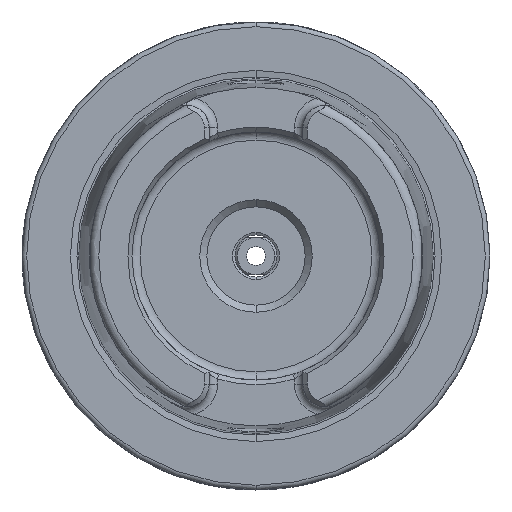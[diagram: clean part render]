
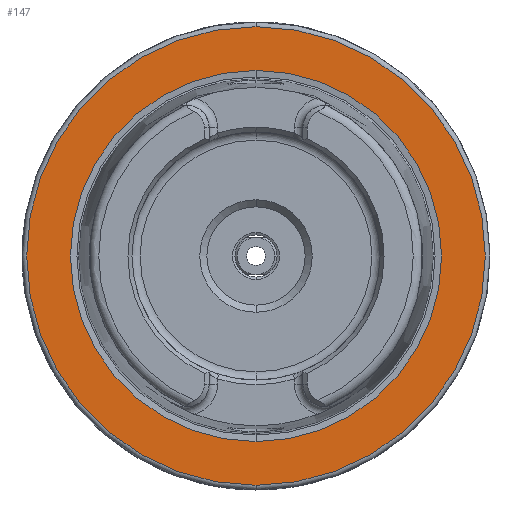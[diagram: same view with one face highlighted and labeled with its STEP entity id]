
A CAD part, left-side view. The second image highlights one B-rep face of the part: STEP entity #147.
In plain terms, the highlighted planar face has unit normal (-1, 0, 0).
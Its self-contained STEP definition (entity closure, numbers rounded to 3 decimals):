
#147 = ADVANCED_FACE ( 'NONE', ( #3930, #7349 ), #6763, .T. ) ;
#321 = AXIS2_PLACEMENT_3D ( 'NONE', #3545, #5464, #1007 ) ;
#1007 = DIRECTION ( 'NONE',  ( 0., 0., 1. ) ) ;
#1465 = VERTEX_POINT ( 'NONE', #2098 ) ;
#1721 = CARTESIAN_POINT ( 'NONE',  ( 0.05, 0., 39.647 ) ) ;
#1944 = VERTEX_POINT ( 'NONE', #5364 ) ;
#2078 = EDGE_CURVE ( 'NONE', #1465, #1944, #6183, .T. ) ;
#2098 = CARTESIAN_POINT ( 'NONE',  ( 0.05, 0., 49. ) ) ;
#2454 = CARTESIAN_POINT ( 'NONE',  ( 0.05, 0., 0. ) ) ;
#2663 = CARTESIAN_POINT ( 'NONE',  ( 0.05, 0., 0. ) ) ;
#2687 = CARTESIAN_POINT ( 'NONE',  ( 0.05, 0., -39.647 ) ) ;
#2743 = CIRCLE ( 'NONE', #7515, 49. ) ;
#2894 = DIRECTION ( 'NONE',  ( 1., 0., 0. ) ) ;
#3005 = ORIENTED_EDGE ( 'NONE', *, *, #2078, .F. ) ;
#3086 = DIRECTION ( 'NONE',  ( 0., 0., -1. ) ) ;
#3158 = CIRCLE ( 'NONE', #7087, 39.647 ) ;
#3273 = CARTESIAN_POINT ( 'NONE',  ( 0.05, 0., 0. ) ) ;
#3295 = DIRECTION ( 'NONE',  ( 0., 0., -1. ) ) ;
#3545 = CARTESIAN_POINT ( 'NONE',  ( 0.05, 39.647, 0. ) ) ;
#3558 = ORIENTED_EDGE ( 'NONE', *, *, #3936, .F. ) ;
#3894 = EDGE_CURVE ( 'NONE', #7012, #6402, #3158, .T. ) ;
#3921 = DIRECTION ( 'NONE',  ( 0., 0., -1. ) ) ;
#3930 = FACE_BOUND ( 'NONE', #4256, .T. ) ;
#3936 = EDGE_CURVE ( 'NONE', #1944, #1465, #2743, .T. ) ;
#4256 = EDGE_LOOP ( 'NONE', ( #4386, #8189 ) ) ;
#4386 = ORIENTED_EDGE ( 'NONE', *, *, #3894, .T. ) ;
#4459 = CIRCLE ( 'NONE', #6201, 39.647 ) ;
#4652 = AXIS2_PLACEMENT_3D ( 'NONE', #6749, #2894, #7394 ) ;
#5364 = CARTESIAN_POINT ( 'NONE',  ( 0.05, 0., -49. ) ) ;
#5464 = DIRECTION ( 'NONE',  ( -1., 0., 0. ) ) ;
#6183 = CIRCLE ( 'NONE', #4652, 49. ) ;
#6201 = AXIS2_PLACEMENT_3D ( 'NONE', #2454, #6935, #3086 ) ;
#6402 = VERTEX_POINT ( 'NONE', #2687 ) ;
#6518 = EDGE_LOOP ( 'NONE', ( #3558, #3005 ) ) ;
#6749 = CARTESIAN_POINT ( 'NONE',  ( 0.05, 0., 0. ) ) ;
#6763 = PLANE ( 'NONE',  #321 ) ;
#6935 = DIRECTION ( 'NONE',  ( 1., 0., 0. ) ) ;
#7012 = VERTEX_POINT ( 'NONE', #1721 ) ;
#7087 = AXIS2_PLACEMENT_3D ( 'NONE', #3273, #7778, #3921 ) ;
#7150 = DIRECTION ( 'NONE',  ( 1., 0., 0. ) ) ;
#7349 = FACE_OUTER_BOUND ( 'NONE', #6518, .T. ) ;
#7394 = DIRECTION ( 'NONE',  ( 0., 0., -1. ) ) ;
#7515 = AXIS2_PLACEMENT_3D ( 'NONE', #2663, #7150, #3295 ) ;
#7546 = EDGE_CURVE ( 'NONE', #6402, #7012, #4459, .T. ) ;
#7778 = DIRECTION ( 'NONE',  ( 1., 0., 0. ) ) ;
#8189 = ORIENTED_EDGE ( 'NONE', *, *, #7546, .T. ) ;
